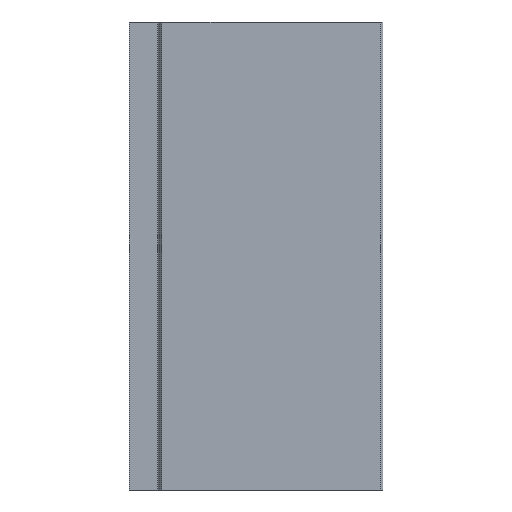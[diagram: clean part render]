
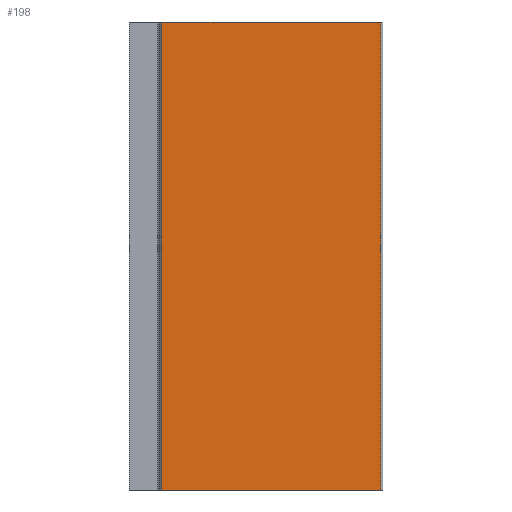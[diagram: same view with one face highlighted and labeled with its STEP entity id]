
A CAD part, left-side view. The second image highlights one B-rep face of the part: STEP entity #198.
In plain terms, the highlighted planar face has unit normal (-1, 0, 0).
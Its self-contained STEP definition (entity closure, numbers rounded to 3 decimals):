
#159=CARTESIAN_POINT('',(-14.5,0.5,0.0));
#160=DIRECTION('',(-1.0,0.0,0.0));
#161=DIRECTION('',(0.0,0.0,1.0));
#162=AXIS2_PLACEMENT_3D('',#159,#160,#161);
#163=PLANE('',#162);
#164=CARTESIAN_POINT('',(-14.5,0.5,111.5));
#165=VERTEX_POINT('',#164);
#166=CARTESIAN_POINT('',(-14.5,52.641,111.5));
#167=VERTEX_POINT('',#166);
#168=CARTESIAN_POINT('',(-14.5,0.5,111.5));
#169=DIRECTION('',(0.0,1.0,0.0));
#170=VECTOR('',#169,52.14);
#171=LINE('',#168,#170);
#172=EDGE_CURVE('',#165,#167,#171,.T.);
#173=ORIENTED_EDGE('',*,*,#172,.T.);
#174=CARTESIAN_POINT('',(-14.5,52.641,0.0));
#175=VERTEX_POINT('',#174);
#176=CARTESIAN_POINT('',(-14.5,52.641,0.0));
#177=DIRECTION('',(0.0,0.0,1.0));
#178=VECTOR('',#177,111.5);
#179=LINE('',#176,#178);
#180=EDGE_CURVE('',#175,#167,#179,.T.);
#181=ORIENTED_EDGE('',*,*,#180,.F.);
#182=CARTESIAN_POINT('',(-14.5,0.5,0.0));
#183=VERTEX_POINT('',#182);
#184=CARTESIAN_POINT('',(-14.5,52.641,0.0));
#185=DIRECTION('',(0.0,-1.0,0.0));
#186=VECTOR('',#185,52.14);
#187=LINE('',#184,#186);
#188=EDGE_CURVE('',#175,#183,#187,.T.);
#189=ORIENTED_EDGE('',*,*,#188,.T.);
#190=CARTESIAN_POINT('',(-14.5,0.5,0.0));
#191=DIRECTION('',(0.0,0.0,1.0));
#192=VECTOR('',#191,111.5);
#193=LINE('',#190,#192);
#194=EDGE_CURVE('',#183,#165,#193,.T.);
#195=ORIENTED_EDGE('',*,*,#194,.T.);
#196=EDGE_LOOP('',(#173,#181,#189,#195));
#197=FACE_OUTER_BOUND('',#196,.T.);
#198=ADVANCED_FACE('',(#197),#163,.T.);
